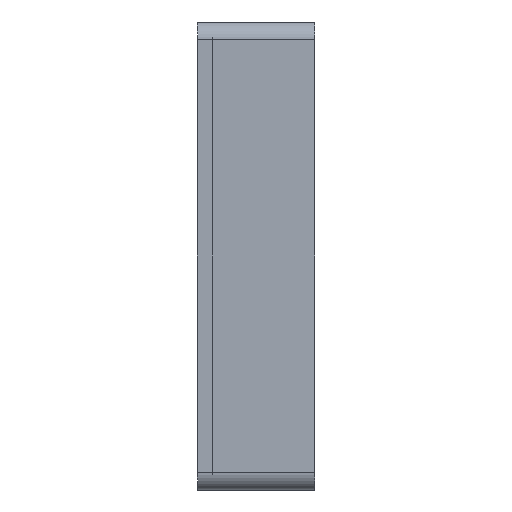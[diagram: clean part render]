
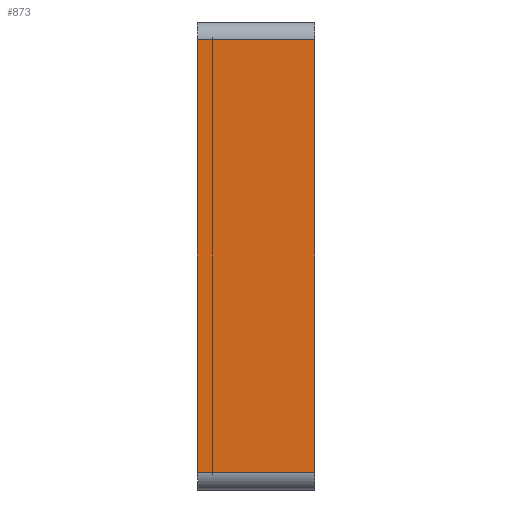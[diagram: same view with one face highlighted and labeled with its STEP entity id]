
A CAD part, front view. The second image highlights one B-rep face of the part: STEP entity #873.
In plain terms, the highlighted planar face has unit normal (0, -1, 0).
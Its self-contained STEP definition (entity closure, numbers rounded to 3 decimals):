
#73=DIRECTION('',(1.,0.,0.));
#74=VECTOR('',#73,20.);
#75=CARTESIAN_POINT('',(0.,-350.,-37.));
#76=LINE('',#75,#74);
#81=DIRECTION('',(0.,0.,1.));
#82=VECTOR('',#81,74.);
#83=CARTESIAN_POINT('',(0.,-350.,-37.));
#84=LINE('',#83,#82);
#89=DIRECTION('',(-1.,0.,0.));
#90=VECTOR('',#89,20.);
#91=CARTESIAN_POINT('',(20.,-350.,37.));
#92=LINE('',#91,#90);
#123=DIRECTION('',(0.,0.,1.));
#124=VECTOR('',#123,74.);
#125=CARTESIAN_POINT('',(20.,-350.,-37.));
#126=LINE('',#125,#124);
#603=CARTESIAN_POINT('',(0.,-350.,37.));
#604=VERTEX_POINT('',#603);
#605=CARTESIAN_POINT('',(0.,-350.,-37.));
#606=VERTEX_POINT('',#605);
#631=CARTESIAN_POINT('',(20.,-350.,-37.));
#632=VERTEX_POINT('',#631);
#633=CARTESIAN_POINT('',(20.,-350.,37.));
#634=VERTEX_POINT('',#633);
#860=CARTESIAN_POINT('',(0.,-350.,40.));
#861=DIRECTION('',(0.,-1.,0.));
#862=DIRECTION('',(0.,0.,-1.));
#863=AXIS2_PLACEMENT_3D('',#860,#861,#862);
#864=PLANE('',#863);
#866=ORIENTED_EDGE('',*,*,#865,.F.);
#868=ORIENTED_EDGE('',*,*,#867,.F.);
#869=ORIENTED_EDGE('',*,*,#852,.F.);
#870=ORIENTED_EDGE('',*,*,#784,.T.);
#871=EDGE_LOOP('',(#866,#868,#869,#870));
#872=FACE_OUTER_BOUND('',#871,.F.);
#873=ADVANCED_FACE('',(#872),#864,.T.);
#784=EDGE_CURVE('',#606,#604,#84,.T.);
#852=EDGE_CURVE('',#606,#632,#76,.T.);
#865=EDGE_CURVE('',#634,#604,#92,.T.);
#867=EDGE_CURVE('',#632,#634,#126,.T.);
